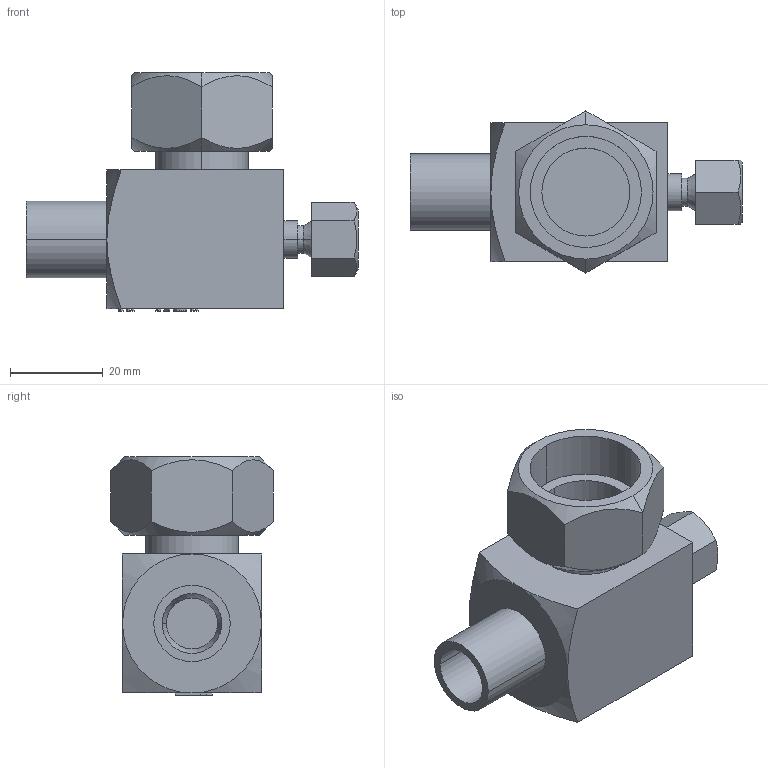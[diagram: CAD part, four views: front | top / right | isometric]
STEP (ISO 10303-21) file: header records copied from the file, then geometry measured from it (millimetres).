
FILE_DESCRIPTION((''),'2;1');
FILE_NAME('6804501A06','2023-04-04T10:39:34',('U375483'),('DANFOSS COMMERCIAL COMPRESSOR'),'CREO PARAMETRIC BY PTC INC, 2022124','CREO PARAMETRIC BY PTC INC, 2022124','');
FILE_SCHEMA(('CONFIG_CONTROL_DESIGN'));
Length unit declared in the file: millimetre
Products named in the file (1): 6804501A06
Bounding box: 71.65 x 35 x 51.5 mm (x, y, z)
Volume: 44542.7 mm3; surface area: 12964.3 mm2
Topology: 1 solids, 1 shells, 127 faces, 310 edges, 202 vertices
Faces by surface type: plane 97, cylinder 16, cone 14
Entity records: 3904 total; most frequent: CARTESIAN_POINT 885, ORIENTED_EDGE 620, DIRECTION 580, EDGE_CURVE 310, VECTOR 238, LINE 238, VERTEX_POINT 202, AXIS2_PLACEMENT_3D 171
